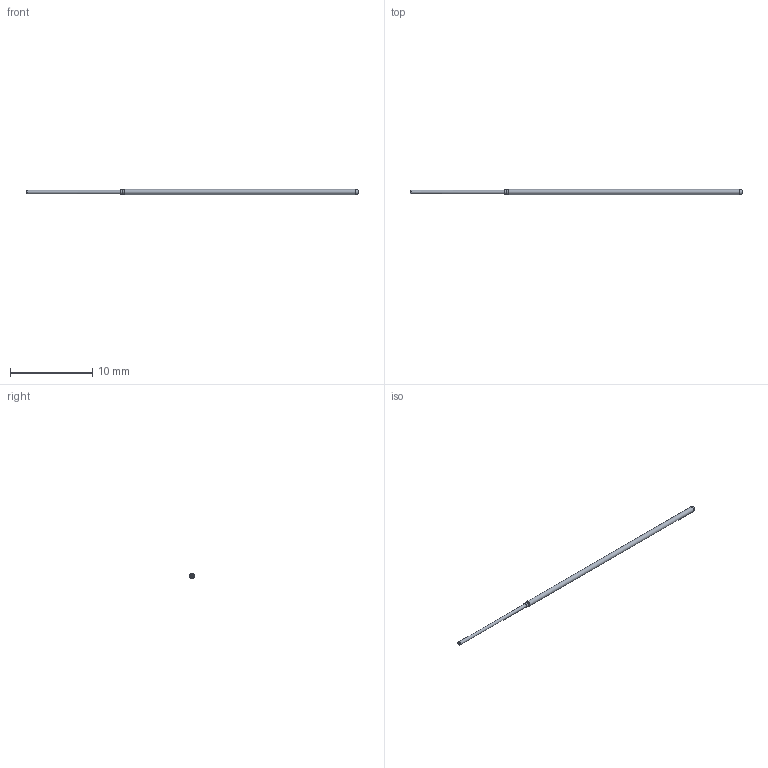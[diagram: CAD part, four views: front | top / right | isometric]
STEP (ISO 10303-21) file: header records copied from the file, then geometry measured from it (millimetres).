
FILE_DESCRIPTION (( 'STEP AP214' ), '1' );
FILE_NAME ('039-4047.STEP', '2020-10-05T14:08:59', ( '' ), ( '' ), 'SwSTEP 2.0', 'SolidWorks 2019', '' );
FILE_SCHEMA (( 'AUTOMOTIVE_DESIGN' ));
Length unit declared in the file: inch
Products named in the file (1): 039-4047
Bounding box: 40.26 x 0.62 x 0.62 mm (x, y, z)
Volume: 10 mm3; surface area: 70.5 mm2
Topology: 1 solids, 1 shells, 50 faces, 126 edges, 79 vertices
Faces by surface type: plane 45, cylinder 3, torus 1, cone 1
Full cylindrical faces by diameter (mm): 0.401 x1, 0.523 x1, 0.617 x1
Entity records: 2118 total; most frequent: CARTESIAN_POINT 321, ORIENTED_EDGE 240, DIRECTION 210, EDGE_CURVE 120, VECTOR 84, LINE 84, VERTEX_POINT 78, AXIS2_PLACEMENT_3D 63
